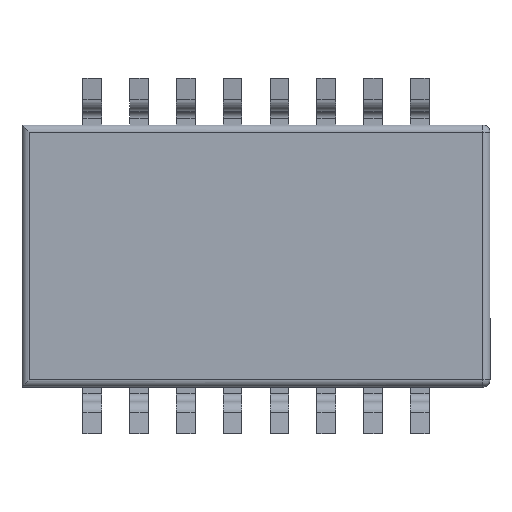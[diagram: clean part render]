
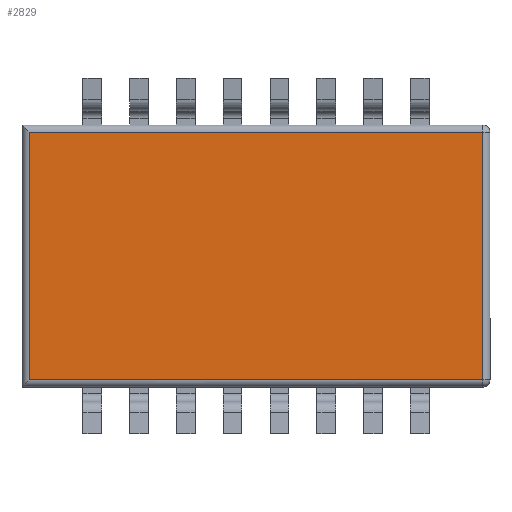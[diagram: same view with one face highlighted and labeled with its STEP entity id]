
A CAD part, top view. The second image highlights one B-rep face of the part: STEP entity #2829.
In plain terms, the highlighted planar face has unit normal (0, 0, 1).
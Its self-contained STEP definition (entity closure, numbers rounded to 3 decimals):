
#95 = VERTEX_POINT ( 'NONE', #2823 ) ;
#202 = DIRECTION ( 'NONE',  ( 0., 1., 0. ) ) ;
#325 = LINE ( 'NONE', #8784, #553 ) ;
#482 = DIRECTION ( 'NONE',  ( 0., -1., 0. ) ) ;
#553 = VECTOR ( 'NONE', #482, 1000. ) ;
#1500 = EDGE_CURVE ( 'NONE', #2939, #95, #7130, .T. ) ;
#1992 = CARTESIAN_POINT ( 'NONE',  ( 6.15, 3.355, 2.35 ) ) ;
#2442 = EDGE_CURVE ( 'NONE', #9308, #2939, #2946, .T. ) ;
#2463 = DIRECTION ( 'NONE',  ( 1., 0., 0. ) ) ;
#2772 = CARTESIAN_POINT ( 'NONE',  ( 0., 0., 2.35 ) ) ;
#2823 = CARTESIAN_POINT ( 'NONE',  ( -6.15, 3.355, 2.35 ) ) ;
#2829 = ADVANCED_FACE ( 'NONE', ( #5190 ), #10144, .T. ) ;
#2939 = VERTEX_POINT ( 'NONE', #1992 ) ;
#2946 = LINE ( 'NONE', #9527, #8138 ) ;
#5141 = EDGE_LOOP ( 'NONE', ( #8685, #5438, #5596, #6064 ) ) ;
#5190 = FACE_OUTER_BOUND ( 'NONE', #5141, .T. ) ;
#5438 = ORIENTED_EDGE ( 'NONE', *, *, #10003, .T. ) ;
#5443 = CARTESIAN_POINT ( 'NONE',  ( -6.35, 3.355, 2.35 ) ) ;
#5596 = ORIENTED_EDGE ( 'NONE', *, *, #2442, .T. ) ;
#5684 = VECTOR ( 'NONE', #2463, 1000. ) ;
#6064 = ORIENTED_EDGE ( 'NONE', *, *, #1500, .T. ) ;
#7097 = EDGE_CURVE ( 'NONE', #95, #9183, #325, .T. ) ;
#7130 = LINE ( 'NONE', #5443, #8814 ) ;
#8098 = LINE ( 'NONE', #9877, #5684 ) ;
#8138 = VECTOR ( 'NONE', #202, 1000. ) ;
#8685 = ORIENTED_EDGE ( 'NONE', *, *, #7097, .T. ) ;
#8784 = CARTESIAN_POINT ( 'NONE',  ( -6.15, -3.555, 2.35 ) ) ;
#8814 = VECTOR ( 'NONE', #8831, 1000. ) ;
#8831 = DIRECTION ( 'NONE',  ( -1., 0., 0. ) ) ;
#9183 = VERTEX_POINT ( 'NONE', #10324 ) ;
#9308 = VERTEX_POINT ( 'NONE', #10212 ) ;
#9524 = DIRECTION ( 'NONE',  ( 0., 0., 1. ) ) ;
#9527 = CARTESIAN_POINT ( 'NONE',  ( 6.15, 3.555, 2.35 ) ) ;
#9877 = CARTESIAN_POINT ( 'NONE',  ( 6.35, -3.355, 2.35 ) ) ;
#10003 = EDGE_CURVE ( 'NONE', #9183, #9308, #8098, .T. ) ;
#10144 = PLANE ( 'NONE',  #10400 ) ;
#10212 = CARTESIAN_POINT ( 'NONE',  ( 6.15, -3.355, 2.35 ) ) ;
#10324 = CARTESIAN_POINT ( 'NONE',  ( -6.15, -3.355, 2.35 ) ) ;
#10360 = DIRECTION ( 'NONE',  ( 1., 0., 0. ) ) ;
#10400 = AXIS2_PLACEMENT_3D ( 'NONE', #2772, #9524, #10360 ) ;
